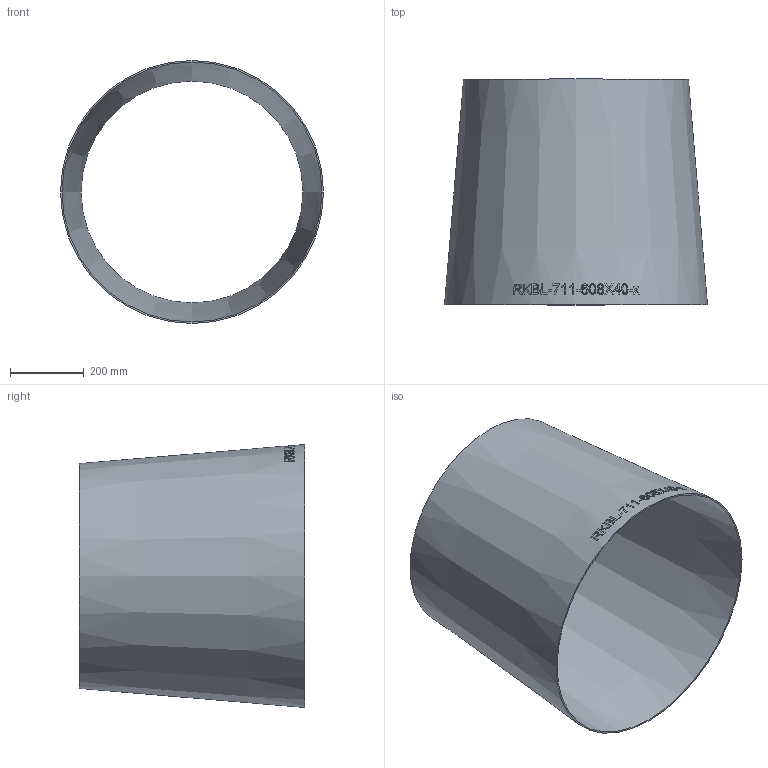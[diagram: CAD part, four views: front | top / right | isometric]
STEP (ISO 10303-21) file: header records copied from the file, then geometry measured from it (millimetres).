
FILE_DESCRIPTION (( 'STEP AP214' ), '1' );
FILE_NAME ('RKBL-711-608X40-x Reduzierung aus Blech ISO-sonstige 2007.STEP', '2020-07-17T09:12:17', ( '' ), ( '' ), 'SwSTEP 2.0', 'SolidWorks 2019', '' );
FILE_SCHEMA (( 'AUTOMOTIVE_DESIGN' ));
Length unit declared in the file: millimetre
Products named in the file (1): RKBL-711-608X40-x Reduzierung aus Blech ISO-sonstige 2007
Bounding box: 711.2 x 610 x 711.2 mm (x, y, z)
Volume: 5046098.5 mm3; surface area: 2538274.2 mm2
Topology: 1 solids, 1 shells, 217 faces, 567 edges, 378 vertices
Faces by surface type: bspline 187, cone 28, plane 2
Entity records: 42387 total; most frequent: CARTESIAN_POINT 36434, ORIENTED_EDGE 1130, EDGE_CURVE 565, B_SPLINE_CURVE_WITH_KNOTS 561, VERTEX_POINT 378, EDGE_LOOP 247, ADVANCED_FACE 217, FACE_OUTER_BOUND 217
